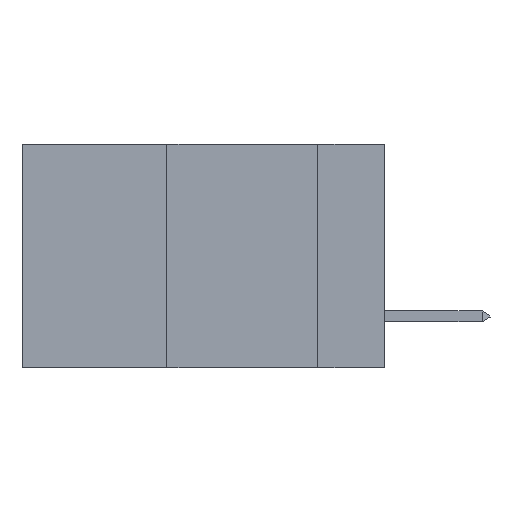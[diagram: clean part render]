
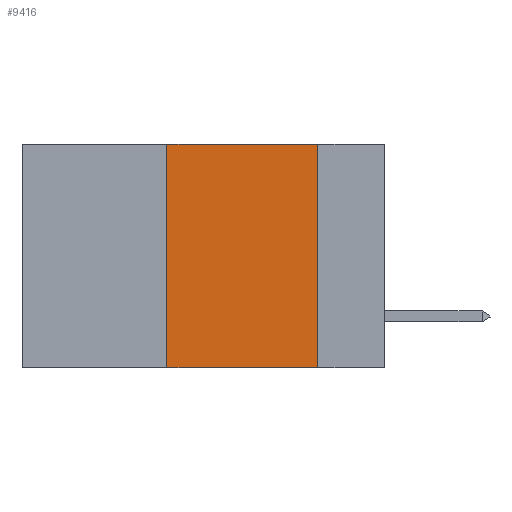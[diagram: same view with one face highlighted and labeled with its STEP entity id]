
A CAD part, left-side view. The second image highlights one B-rep face of the part: STEP entity #9416.
In plain terms, the highlighted planar face has unit normal (-1, 0, 0).
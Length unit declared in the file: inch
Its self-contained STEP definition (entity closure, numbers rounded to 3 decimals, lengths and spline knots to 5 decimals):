
#2 = EDGE_LOOP ( 'NONE', ( #7137, #1453, #142, #10013 ) ) ;
#142 = ORIENTED_EDGE ( 'NONE', *, *, #6181, .F. ) ;
#859 = CARTESIAN_POINT ( 'NONE',  ( 0., 0.11, 0. ) ) ;
#877 = DIRECTION ( 'NONE',  ( 0., -1., 0. ) ) ;
#901 = DIRECTION ( 'NONE',  ( 0., 0., -1. ) ) ;
#910 = FACE_OUTER_BOUND ( 'NONE', #2, .T. ) ;
#1129 = VERTEX_POINT ( 'NONE', #859 ) ;
#1453 = ORIENTED_EDGE ( 'NONE', *, *, #5777, .F. ) ;
#1789 = LINE ( 'NONE', #12199, #10476 ) ;
#1822 = CARTESIAN_POINT ( 'NONE',  ( 0., 0.11, 0. ) ) ;
#2659 = EDGE_CURVE ( 'NONE', #1129, #7779, #9246, .T. ) ;
#3923 = EDGE_CURVE ( 'NONE', #12444, #7779, #11332, .T. ) ;
#4545 = VECTOR ( 'NONE', #10026, 39.37008 ) ;
#4946 = CARTESIAN_POINT ( 'NONE',  ( 0., 0.6, 0. ) ) ;
#5304 = DIRECTION ( 'NONE',  ( 0., 0., 1. ) ) ;
#5777 = EDGE_CURVE ( 'NONE', #10243, #1129, #1789, .T. ) ;
#6128 = CARTESIAN_POINT ( 'NONE',  ( 0., 0.36, 0. ) ) ;
#6181 = EDGE_CURVE ( 'NONE', #12444, #10243, #10315, .T. ) ;
#7137 = ORIENTED_EDGE ( 'NONE', *, *, #2659, .F. ) ;
#7154 = VECTOR ( 'NONE', #11678, 39.37008 ) ;
#7566 = VECTOR ( 'NONE', #5304, 39.37008 ) ;
#7779 = VERTEX_POINT ( 'NONE', #12631 ) ;
#8232 = PLANE ( 'NONE',  #10169 ) ;
#9246 = LINE ( 'NONE', #1822, #4545 ) ;
#9416 = ADVANCED_FACE ( 'NONE', ( #910 ), #8232, .F. ) ;
#9554 = CARTESIAN_POINT ( 'NONE',  ( 0., 0.36, 0. ) ) ;
#10013 = ORIENTED_EDGE ( 'NONE', *, *, #3923, .T. ) ;
#10026 = DIRECTION ( 'NONE',  ( 0., 0., -1. ) ) ;
#10169 = AXIS2_PLACEMENT_3D ( 'NONE', #4946, #12135, #901 ) ;
#10243 = VERTEX_POINT ( 'NONE', #6128 ) ;
#10315 = LINE ( 'NONE', #9554, #7566 ) ;
#10476 = VECTOR ( 'NONE', #877, 39.37008 ) ;
#10555 = CARTESIAN_POINT ( 'NONE',  ( 0., 0.6, -0.37 ) ) ;
#10812 = CARTESIAN_POINT ( 'NONE',  ( 0., 0.36, -0.37 ) ) ;
#11332 = LINE ( 'NONE', #10555, #7154 ) ;
#11678 = DIRECTION ( 'NONE',  ( 0., -1., 0. ) ) ;
#12135 = DIRECTION ( 'NONE',  ( 1., 0., 0. ) ) ;
#12199 = CARTESIAN_POINT ( 'NONE',  ( 0., 0.6, 0. ) ) ;
#12444 = VERTEX_POINT ( 'NONE', #10812 ) ;
#12631 = CARTESIAN_POINT ( 'NONE',  ( 0., 0.11, -0.37 ) ) ;
